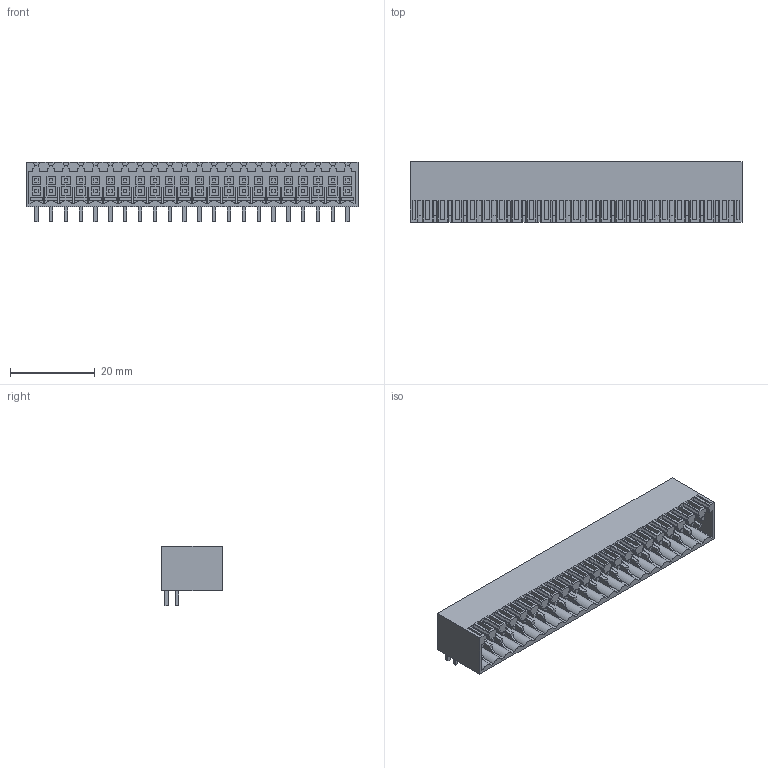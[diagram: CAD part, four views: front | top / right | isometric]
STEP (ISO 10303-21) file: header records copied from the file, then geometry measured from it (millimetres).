
FILE_DESCRIPTION(('CATIA V5 STEP Exchange','CAx-IF Rec.Pracs.--- Model Styling and Organization---1.4--- 2014-01-23'),'2;1');
FILE_NAME ('309901-1_0_2559830000_2559830000.stp','2020-12-15T13:23:33+00:00',('none'),('Weidmueller'),'CATIA Version 5-6 Release 2016 SP3 HF44','CATIA V5 STEP AP214','none');
FILE_SCHEMA(('AUTOMOTIVE_DESIGN { 1 0 10303 214 1 1 1 1 }'));
Products named in the file (1): 2559830000
Bounding box: 78.4 x 14.2 x 14 mm (x, y, z)
Volume: 5352.6 mm3; surface area: 11888.7 mm2
Topology: 89 solids, 89 shells, 2174 faces, 5724 edges, 3817 vertices
Faces by surface type: plane 2130, cylinder 44
Entity records: 59044 total; most frequent: ORIENTED_EDGE 11448, CARTESIAN_POINT 10732, DIRECTION 7300, EDGE_CURVE 5724, VECTOR 5613, LINE 5613, VERTEX_POINT 3817, EDGE_LOOP 2263
